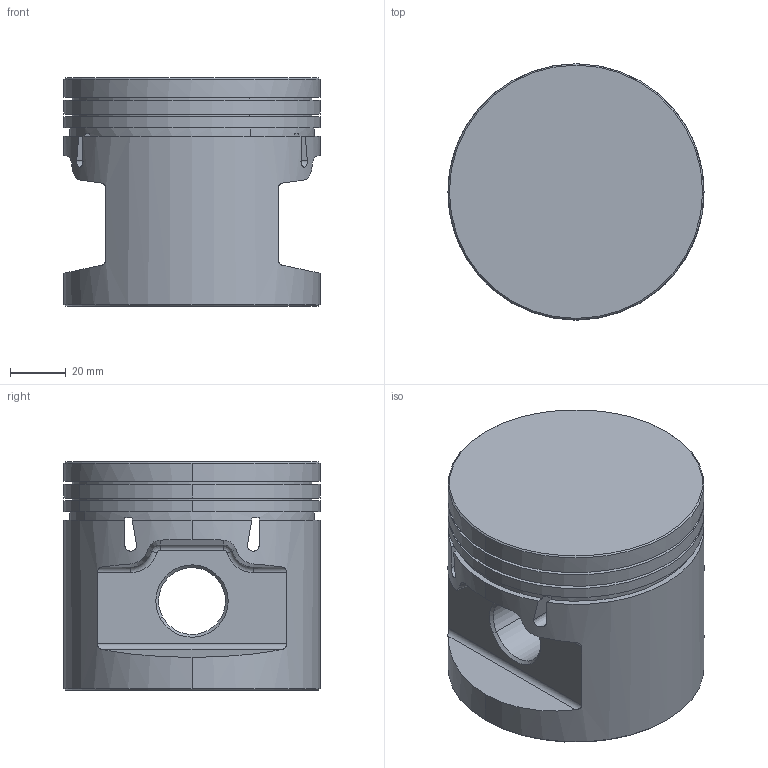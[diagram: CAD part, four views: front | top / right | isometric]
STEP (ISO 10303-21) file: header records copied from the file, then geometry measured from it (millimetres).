
FILE_DESCRIPTION(('CATIA V5 STEP Exchange'),'2;1');
FILE_NAME('Piston.stp','2014-10-01T02:42:48+00:00',('none'),('none'),'CATIA Version 5 Release 19 SP 4 (IN-10)','CATIA V5 STEP AP203','none');
FILE_SCHEMA(('CONFIG_CONTROL_DESIGN'));
Length unit declared in the file: millimetre
Products named in the file (1): Piston
Bounding box: 92 x 92 x 82 mm (x, y, z)
Volume: 237500 mm3; surface area: 62696.2 mm2
Topology: 1 solids, 1 shells, 156 faces, 402 edges, 246 vertices
Faces by surface type: plane 42, bspline 42, cylinder 30, cone 28, torus 10, revolution 4
Entity records: 8824 total; most frequent: CARTESIAN_POINT 5583, ORIENTED_EDGE 796, DIRECTION 404, EDGE_CURVE 398, VERTEX_POINT 246, AXIS2_PLACEMENT_3D 209, B_SPLINE_CURVE_WITH_KNOTS 182, EDGE_LOOP 170
